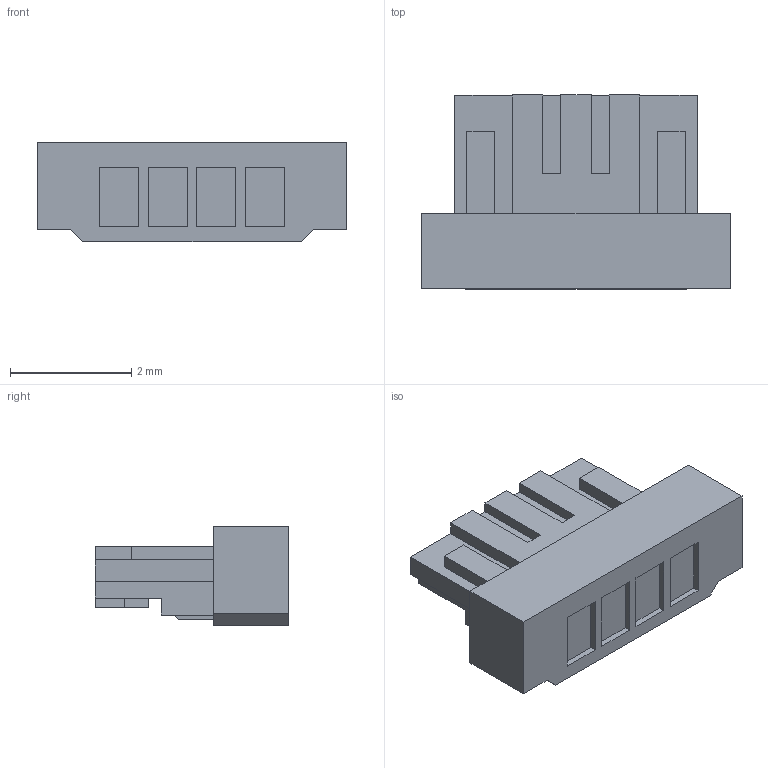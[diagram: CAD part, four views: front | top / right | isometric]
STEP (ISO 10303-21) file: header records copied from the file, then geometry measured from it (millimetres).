
FILE_DESCRIPTION(('CoCreate Modeling STEP Export'),'2;1');
FILE_NAME('DF52-4P-0.8C.stp','2014-11-27T18:05:56',(''),(''),'CoCreate Modeling STEP processor for AP214 (Solid Model)','CoCreate Modeling 17.0 01-Apr-2010 (C) Parametric Technology GmbH','');
FILE_SCHEMA(('AUTOMOTIVE_DESIGN { 1 0 10303 214 1 1 1 1 }'));
Length unit declared in the file: millimetre
Products named in the file (1): DF52-4P-0.8C
Bounding box: 5.1 x 3.2 x 1.65 mm (x, y, z)
Volume: 16.4 mm3; surface area: 59.3 mm2
Topology: 1 solids, 1 shells, 120 faces, 342 edges, 228 vertices
Faces by surface type: plane 120
Entity records: 3810 total; most frequent: ORIENTED_EDGE 684, CARTESIAN_POINT 683, DIRECTION 570, EDGE_CURVE 342, VECTOR 340, LINE 340, VERTEX_POINT 228, EDGE_LOOP 124
